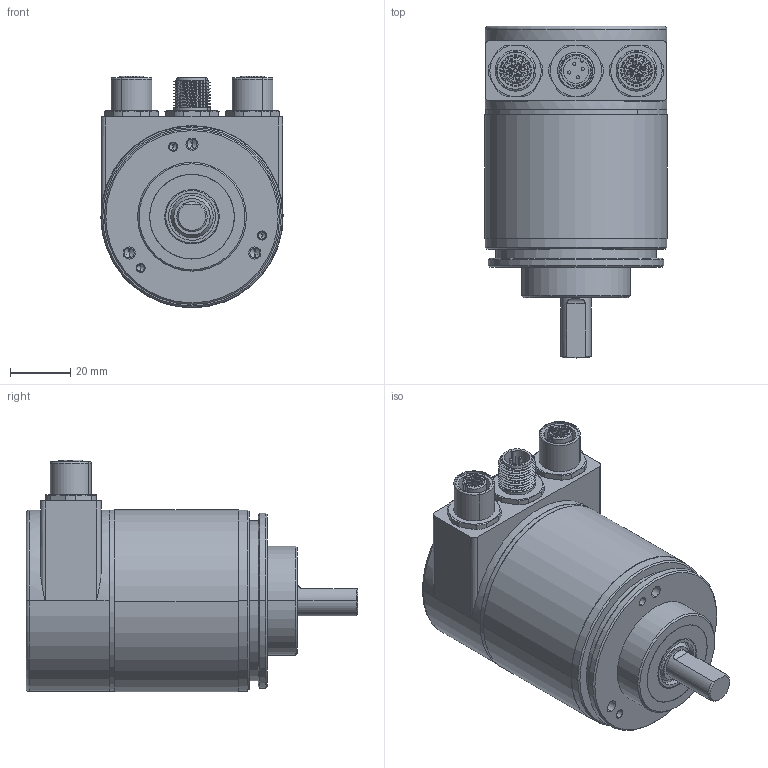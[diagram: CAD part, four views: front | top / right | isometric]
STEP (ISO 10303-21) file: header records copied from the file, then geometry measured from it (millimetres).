
FILE_DESCRIPTION (( 'STEP AP214' ), '1' );
FILE_NAME ('OCD-EEA1B-1213-C10V-PRM.STEP', '2020-07-30T11:47:29', ( '' ), ( '' ), 'SwSTEP 2.0', 'SolidWorks 2019', '' );
FILE_SCHEMA (( 'AUTOMOTIVE_DESIGN' ));
Length unit declared in the file: millimetre
Products named in the file (1): OCD-EEA1B-1213-C10V-PRM
Bounding box: 60.3 x 109.75 x 76.65 mm (x, y, z)
Volume: 90930.3 mm3; surface area: 69270.1 mm2
Topology: 18 solids, 18 shells, 1668 faces, 4261 edges, 2724 vertices
Faces by surface type: cylinder 770, plane 408, cone 253, bspline 153, torus 80, sphere 4
Entity records: 81262 total; most frequent: CARTESIAN_POINT 23533, ORIENTED_EDGE 8420, DIRECTION 7958, EDGE_CURVE 4210, AXIS2_PLACEMENT_3D 3186, VERTEX_POINT 2716, EDGE_LOOP 1854, UNCERTAINTY_MEASURE_WITH_UNIT 1683
